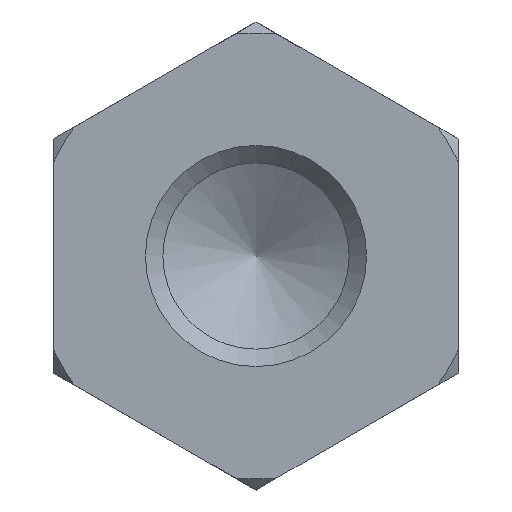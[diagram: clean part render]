
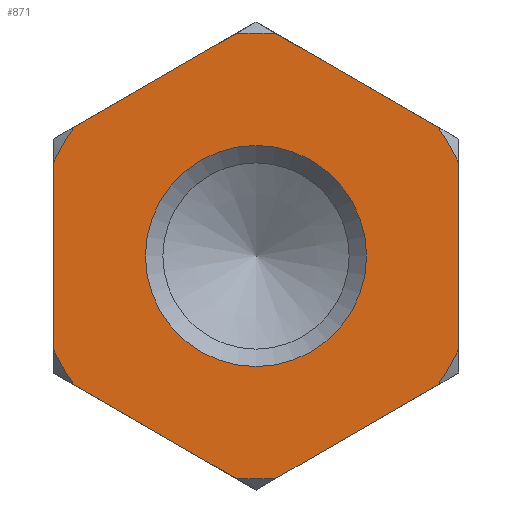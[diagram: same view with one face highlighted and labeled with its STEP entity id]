
A CAD part, front view. The second image highlights one B-rep face of the part: STEP entity #871.
In plain terms, the highlighted planar face has unit normal (0, -1, 0).
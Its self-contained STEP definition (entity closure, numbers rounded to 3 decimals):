
#871 = ADVANCED_FACE( '', ( #1776, #1777 ), #1778, .F. );
#1776 = FACE_BOUND( '', #2709, .T. );
#1777 = FACE_OUTER_BOUND( '', #2710, .T. );
#1778 = PLANE( '', #2711 );
#2709 = EDGE_LOOP( '', ( #5258 ) );
#2710 = EDGE_LOOP( '', ( #5259, #5260, #5261, #5262, #5263, #5264, #5265, #5266, #5267, #5268, #5269, #5270 ) );
#2711 = AXIS2_PLACEMENT_3D( '', #5271, #5272, #5273 );
#5258 = ORIENTED_EDGE( '', *, *, #6516, .F. );
#5259 = ORIENTED_EDGE( '', *, *, #6441, .F. );
#5260 = ORIENTED_EDGE( '', *, *, #6094, .T. );
#5261 = ORIENTED_EDGE( '', *, *, #6263, .F. );
#5262 = ORIENTED_EDGE( '', *, *, #6617, .T. );
#5263 = ORIENTED_EDGE( '', *, *, #6675, .F. );
#5264 = ORIENTED_EDGE( '', *, *, #6281, .T. );
#5265 = ORIENTED_EDGE( '', *, *, #6575, .F. );
#5266 = ORIENTED_EDGE( '', *, *, #5855, .T. );
#5267 = ORIENTED_EDGE( '', *, *, #5843, .F. );
#5268 = ORIENTED_EDGE( '', *, *, #6145, .T. );
#5269 = ORIENTED_EDGE( '', *, *, #6621, .F. );
#5270 = ORIENTED_EDGE( '', *, *, #6558, .T. );
#5271 = CARTESIAN_POINT( '', ( 12.1, 0., 0. ) );
#5272 = DIRECTION( '', ( 0., 1., 0. ) );
#5273 = DIRECTION( '', ( 0., 0., 1. ) );
#5843 = EDGE_CURVE( '', #7091, #7093, #7094, .T. );
#5855 = EDGE_CURVE( '', #7109, #7093, #7111, .T. );
#6094 = EDGE_CURVE( '', #7506, #7508, #7510, .T. );
#6145 = EDGE_CURVE( '', #7091, #7577, #7579, .T. );
#6263 = EDGE_CURVE( '', #7761, #7508, #7763, .T. );
#6281 = EDGE_CURVE( '', #7786, #7788, #7790, .T. );
#6441 = EDGE_CURVE( '', #7506, #7987, #7988, .T. );
#6516 = EDGE_CURVE( '', #8081, #8081, #8082, .T. );
#6558 = EDGE_CURVE( '', #8133, #7987, #8134, .T. );
#6575 = EDGE_CURVE( '', #7109, #7788, #8152, .T. );
#6617 = EDGE_CURVE( '', #7761, #8195, #8197, .T. );
#6621 = EDGE_CURVE( '', #8133, #7577, #8201, .T. );
#6675 = EDGE_CURVE( '', #7786, #8195, #8255, .T. );
#7091 = VERTEX_POINT( '', #8844 );
#7093 = VERTEX_POINT( '', #8849 );
#7094 = LINE( '', #8850, #8851 );
#7109 = VERTEX_POINT( '', #8879 );
#7111 = CIRCLE( '', #8884, 12.1 );
#7506 = VERTEX_POINT( '', #9457 );
#7508 = VERTEX_POINT( '', #9462 );
#7510 = CIRCLE( '', #9467, 12.1 );
#7577 = VERTEX_POINT( '', #9563 );
#7579 = CIRCLE( '', #9568, 12.1 );
#7761 = VERTEX_POINT( '', #9775 );
#7763 = LINE( '', #9780, #9781 );
#7786 = VERTEX_POINT( '', #9818 );
#7788 = VERTEX_POINT( '', #9823 );
#7790 = CIRCLE( '', #9828, 12.1 );
#7987 = VERTEX_POINT( '', #10137 );
#7988 = LINE( '', #10138, #10139 );
#8081 = VERTEX_POINT( '', #10282 );
#8082 = CIRCLE( '', #10283, 6. );
#8133 = VERTEX_POINT( '', #10359 );
#8134 = CIRCLE( '', #10360, 12.1 );
#8152 = LINE( '', #10390, #10391 );
#8195 = VERTEX_POINT( '', #10458 );
#8197 = CIRCLE( '', #10463, 12.1 );
#8201 = LINE( '', #10468, #10469 );
#8255 = LINE( '', #10543, #10544 );
#8844 = CARTESIAN_POINT( '', ( 1.135, 0., 12.047 ) );
#8849 = CARTESIAN_POINT( '', ( 9.865, 0., 7.006 ) );
#8850 = CARTESIAN_POINT( '', ( 14.575, 0., 4.287 ) );
#8851 = VECTOR( '', #10800, 1000. );
#8879 = CARTESIAN_POINT( '', ( 11., 0., 5.041 ) );
#8884 = AXIS2_PLACEMENT_3D( '', #10805, #10806, #10807 );
#9457 = CARTESIAN_POINT( '', ( -11., 0., -5.041 ) );
#9462 = CARTESIAN_POINT( '', ( -9.865, 0., -7.006 ) );
#9467 = AXIS2_PLACEMENT_3D( '', #11043, #11044, #11045 );
#9563 = CARTESIAN_POINT( '', ( -1.135, 0., 12.047 ) );
#9568 = AXIS2_PLACEMENT_3D( '', #11090, #11091, #11092 );
#9775 = CARTESIAN_POINT( '', ( -1.135, 0., -12.047 ) );
#9780 = CARTESIAN_POINT( '', ( 3.575, 0., -14.766 ) );
#9781 = VECTOR( '', #11349, 1000. );
#9818 = CARTESIAN_POINT( '', ( 9.865, 0., -7.006 ) );
#9823 = CARTESIAN_POINT( '', ( 11., 0., -5.041 ) );
#9828 = AXIS2_PLACEMENT_3D( '', #11358, #11359, #11360 );
#10137 = CARTESIAN_POINT( '', ( -11., 0., 5.041 ) );
#10138 = CARTESIAN_POINT( '', ( -11., 0., 0. ) );
#10139 = VECTOR( '', #11468, 1000. );
#10282 = CARTESIAN_POINT( '', ( 0., 0., -6. ) );
#10283 = AXIS2_PLACEMENT_3D( '', #11517, #11518, #11519 );
#10359 = CARTESIAN_POINT( '', ( -9.865, 0., 7.006 ) );
#10360 = AXIS2_PLACEMENT_3D( '', #11548, #11549, #11550 );
#10390 = CARTESIAN_POINT( '', ( 11., 0., 0. ) );
#10391 = VECTOR( '', #11560, 1000. );
#10458 = CARTESIAN_POINT( '', ( 1.135, 0., -12.047 ) );
#10463 = AXIS2_PLACEMENT_3D( '', #11585, #11586, #11587 );
#10468 = CARTESIAN_POINT( '', ( 3.575, 0., 14.766 ) );
#10469 = VECTOR( '', #11589, 1000. );
#10543 = CARTESIAN_POINT( '', ( 14.575, 0., -4.287 ) );
#10544 = VECTOR( '', #11610, 1000. );
#10800 = DIRECTION( '', ( 0.866, 0., -0.5 ) );
#10805 = CARTESIAN_POINT( '', ( 0., 0., 0. ) );
#10806 = DIRECTION( '', ( 0., -1., 0. ) );
#10807 = DIRECTION( '', ( 0., 0., -1. ) );
#11043 = CARTESIAN_POINT( '', ( 0., 0., 0. ) );
#11044 = DIRECTION( '', ( 0., -1., 0. ) );
#11045 = DIRECTION( '', ( 0., 0., -1. ) );
#11090 = CARTESIAN_POINT( '', ( 0., 0., 0. ) );
#11091 = DIRECTION( '', ( 0., -1., 0. ) );
#11092 = DIRECTION( '', ( 0., 0., -1. ) );
#11349 = DIRECTION( '', ( -0.866, 0., 0.5 ) );
#11358 = CARTESIAN_POINT( '', ( 0., 0., 0. ) );
#11359 = DIRECTION( '', ( 0., -1., 0. ) );
#11360 = DIRECTION( '', ( 0., 0., -1. ) );
#11468 = DIRECTION( '', ( 0., 0., 1. ) );
#11517 = CARTESIAN_POINT( '', ( 0., 0., 0. ) );
#11518 = DIRECTION( '', ( 0., -1., 0. ) );
#11519 = DIRECTION( '', ( 0., 0., -1. ) );
#11548 = CARTESIAN_POINT( '', ( 0., 0., 0. ) );
#11549 = DIRECTION( '', ( 0., -1., 0. ) );
#11550 = DIRECTION( '', ( 0., 0., -1. ) );
#11560 = DIRECTION( '', ( 0., 0., -1. ) );
#11585 = CARTESIAN_POINT( '', ( 0., 0., 0. ) );
#11586 = DIRECTION( '', ( 0., -1., 0. ) );
#11587 = DIRECTION( '', ( 0., 0., -1. ) );
#11589 = DIRECTION( '', ( 0.866, 0., 0.5 ) );
#11610 = DIRECTION( '', ( -0.866, 0., -0.5 ) );
